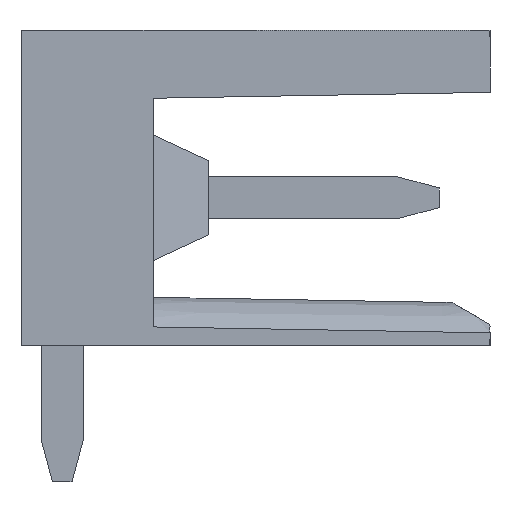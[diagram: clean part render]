
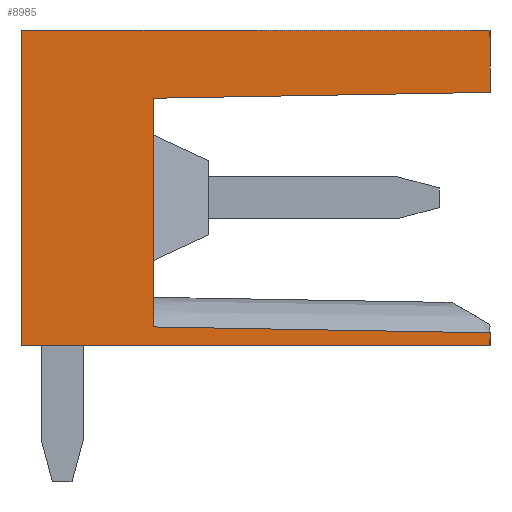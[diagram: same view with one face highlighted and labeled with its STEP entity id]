
A CAD part, left-side view. The second image highlights one B-rep face of the part: STEP entity #8985.
In plain terms, the highlighted planar face has unit normal (-1, 0, 0).
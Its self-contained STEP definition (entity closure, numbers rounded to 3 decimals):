
#8935=AXIS2_PLACEMENT_3D('Plane Axis2P3D',#8932,#8933,#8934) ;
#8092=CARTESIAN_POINT('Vertex',(0.,0.,3.511)) ;
#8106=CARTESIAN_POINT('Vertex',(0.,7.95,3.65)) ;
#8110=CARTESIAN_POINT('Control Point',(0.,0.,3.511)) ;
#8111=CARTESIAN_POINT('Control Point',(0.,7.95,3.65)) ;
#8707=CARTESIAN_POINT('Vertex',(0.,0.,9.189)) ;
#8710=CARTESIAN_POINT('Line Origine',(0.,3.975,9.119)) ;
#8714=CARTESIAN_POINT('Vertex',(0.,7.95,9.05)) ;
#8932=CARTESIAN_POINT('Axis2P3D Location',(0.,0.,0.)) ;
#8937=CARTESIAN_POINT('Line Origine',(0.,0.,9.919)) ;
#8941=CARTESIAN_POINT('Vertex',(0.,0.,10.65)) ;
#8944=CARTESIAN_POINT('Line Origine',(0.,5.525,10.65)) ;
#8948=CARTESIAN_POINT('Vertex',(0.,11.05,10.65)) ;
#8951=CARTESIAN_POINT('Line Origine',(0.,11.05,6.925)) ;
#8955=CARTESIAN_POINT('Vertex',(0.,11.05,3.2)) ;
#8958=CARTESIAN_POINT('Line Origine',(0.,5.525,3.2)) ;
#8962=CARTESIAN_POINT('Vertex',(0.,0.,3.2)) ;
#8965=CARTESIAN_POINT('Line Origine',(0.,0.,3.356)) ;
#8970=CARTESIAN_POINT('Line Origine',(0.,7.95,6.35)) ;
#8711=DIRECTION('Vector Direction',(0.,-1.,0.017)) ;
#8933=DIRECTION('Axis2P3D Direction',(-1.,0.,0.)) ;
#8934=DIRECTION('Axis2P3D XDirection',(0.,-1.,0.)) ;
#8938=DIRECTION('Vector Direction',(0.,0.,-1.)) ;
#8945=DIRECTION('Vector Direction',(0.,-1.,0.)) ;
#8952=DIRECTION('Vector Direction',(0.,0.,1.)) ;
#8959=DIRECTION('Vector Direction',(0.,1.,0.)) ;
#8966=DIRECTION('Vector Direction',(0.,0.,-1.)) ;
#8971=DIRECTION('Vector Direction',(0.,0.,1.)) ;
#8712=VECTOR('Line Direction',#8711,1.) ;
#8939=VECTOR('Line Direction',#8938,1.) ;
#8946=VECTOR('Line Direction',#8945,1.) ;
#8953=VECTOR('Line Direction',#8952,1.) ;
#8960=VECTOR('Line Direction',#8959,1.) ;
#8967=VECTOR('Line Direction',#8966,1.) ;
#8972=VECTOR('Line Direction',#8971,1.) ;
#8976=ORIENTED_EDGE('',*,*,#8943,.T.) ;
#8977=ORIENTED_EDGE('',*,*,#8950,.T.) ;
#8978=ORIENTED_EDGE('',*,*,#8957,.T.) ;
#8979=ORIENTED_EDGE('',*,*,#8964,.T.) ;
#8980=ORIENTED_EDGE('',*,*,#8969,.T.) ;
#8981=ORIENTED_EDGE('',*,*,#8112,.F.) ;
#8982=ORIENTED_EDGE('',*,*,#8974,.F.) ;
#8983=ORIENTED_EDGE('',*,*,#8716,.F.) ;
#8985=ADVANCED_FACE('HOUSING',(#8984),#8936,.T.) ;
#8109=B_SPLINE_CURVE_WITH_KNOTS('',1,(#8110,#8111),.UNSPECIFIED.,.F.,.U.,(2,2),(-3.976,3.976),.UNSPECIFIED.) ;
#8112=EDGE_CURVE('',#8107,#8093,#8109,.F.) ;
#8716=EDGE_CURVE('',#8708,#8715,#8713,.F.) ;
#8943=EDGE_CURVE('',#8708,#8942,#8940,.F.) ;
#8950=EDGE_CURVE('',#8942,#8949,#8947,.F.) ;
#8957=EDGE_CURVE('',#8949,#8956,#8954,.F.) ;
#8964=EDGE_CURVE('',#8956,#8963,#8961,.F.) ;
#8969=EDGE_CURVE('',#8963,#8093,#8968,.F.) ;
#8974=EDGE_CURVE('',#8715,#8107,#8973,.F.) ;
#8975=EDGE_LOOP('',(#8976,#8977,#8978,#8979,#8980,#8981,#8982,#8983)) ;
#8984=FACE_OUTER_BOUND('',#8975,.T.) ;
#8713=LINE('Line',#8710,#8712) ;
#8940=LINE('Line',#8937,#8939) ;
#8947=LINE('Line',#8944,#8946) ;
#8954=LINE('Line',#8951,#8953) ;
#8961=LINE('Line',#8958,#8960) ;
#8968=LINE('Line',#8965,#8967) ;
#8973=LINE('Line',#8970,#8972) ;
#8936=PLANE('',#8935) ;
#8093=VERTEX_POINT('',#8092) ;
#8107=VERTEX_POINT('',#8106) ;
#8708=VERTEX_POINT('',#8707) ;
#8715=VERTEX_POINT('',#8714) ;
#8942=VERTEX_POINT('',#8941) ;
#8949=VERTEX_POINT('',#8948) ;
#8956=VERTEX_POINT('',#8955) ;
#8963=VERTEX_POINT('',#8962) ;
